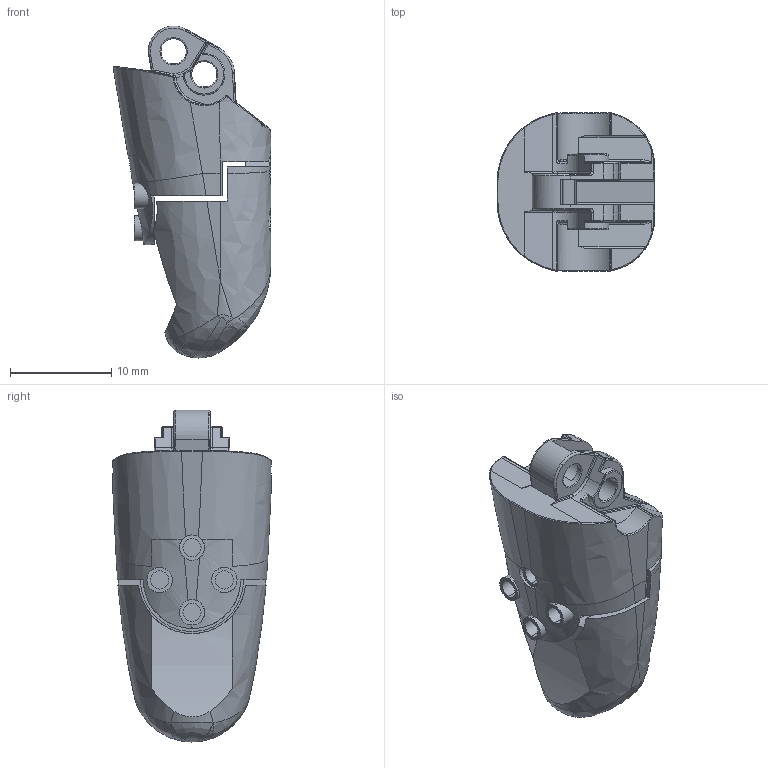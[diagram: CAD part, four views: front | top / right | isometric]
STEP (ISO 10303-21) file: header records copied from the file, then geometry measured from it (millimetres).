
FILE_DESCRIPTION (( 'STEP AP214' ), '1' );
FILE_NAME ('Index finger_MMS101.STEP', '2025-03-28T06:52:24', ( '' ), ( '' ), 'SwSTEP 2.0', 'SolidWorks 2025', '' );
FILE_SCHEMA (( 'AUTOMOTIVE_DESIGN' ));
Length unit declared in the file: millimetre
Products named in the file (2): Index finger_MMS101
Assembly tree (1 placements, depth 2):
  Index finger_MMS101
    Index finger_MMS101
Bounding box: 15.6 x 15.69 x 32.81 mm (x, y, z)
Volume: 2715.2 mm3; surface area: 2329.6 mm2
Topology: 2 solids, 2 shells, 336 faces, 909 edges, 564 vertices
Faces by surface type: cylinder 143, bspline 97, plane 60, torus 28, sphere 8
Entity records: 14350 total; most frequent: CARTESIAN_POINT 6711, ORIENTED_EDGE 1796, DIRECTION 1278, EDGE_CURVE 898, VERTEX_POINT 564, AXIS2_PLACEMENT_3D 491, EDGE_LOOP 358, FACE_OUTER_BOUND 336
